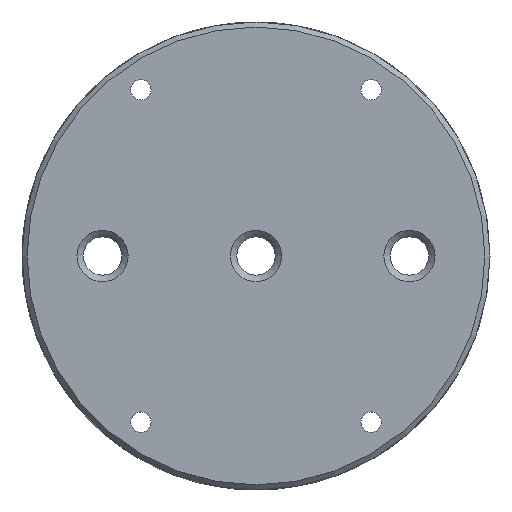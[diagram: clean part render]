
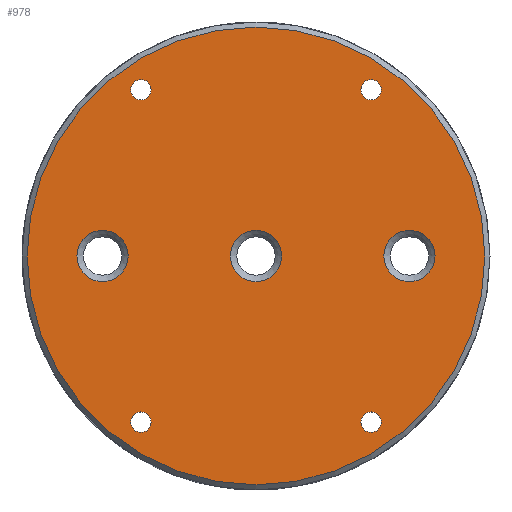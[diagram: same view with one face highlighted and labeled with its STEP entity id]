
A CAD part, top view. The second image highlights one B-rep face of the part: STEP entity #978.
In plain terms, the highlighted planar face has unit normal (0, 0, 1).
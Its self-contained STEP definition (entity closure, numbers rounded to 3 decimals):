
#840=CARTESIAN_POINT('',(-182.,238.,14.25));
#841=DIRECTION('',(0.,0.,1.));
#842=DIRECTION('',(-1.,0.,0.));
#843=AXIS2_PLACEMENT_3D('',#840,#841,#842);
#844=PLANE('',#843);
#845=CARTESIAN_POINT('',(8.2,113.,14.25));
#846=VERTEX_POINT('',#845);
#847=CARTESIAN_POINT('',(9.8,113.,14.25));
#848=VERTEX_POINT('',#847);
#849=CARTESIAN_POINT('',(9.,113.,14.25));
#850=DIRECTION('',(0.,0.,1.));
#851=DIRECTION('',(1.,0.,-0.));
#852=AXIS2_PLACEMENT_3D('',#849,#850,#851);
#853=CIRCLE('',#852,0.8);
#854=EDGE_CURVE('',#846,#848,#853,.T.);
#855=ORIENTED_EDGE('',*,*,#854,.F.);
#856=CARTESIAN_POINT('',(9.,113.,14.25));
#857=DIRECTION('',(0.,0.,1.));
#858=DIRECTION('',(1.,0.,-0.));
#859=AXIS2_PLACEMENT_3D('',#856,#857,#858);
#860=CIRCLE('',#859,0.8);
#861=EDGE_CURVE('',#848,#846,#860,.T.);
#862=ORIENTED_EDGE('',*,*,#861,.F.);
#863=EDGE_LOOP('',(#855,#862));
#864=FACE_BOUND('',#863,.T.);
#865=CARTESIAN_POINT('',(-9.8,113.,14.25));
#866=VERTEX_POINT('',#865);
#867=CARTESIAN_POINT('',(-8.2,113.,14.25));
#868=VERTEX_POINT('',#867);
#869=CARTESIAN_POINT('',(-9.,113.,14.25));
#870=DIRECTION('',(0.,0.,1.));
#871=DIRECTION('',(1.,0.,-0.));
#872=AXIS2_PLACEMENT_3D('',#869,#870,#871);
#873=CIRCLE('',#872,0.8);
#874=EDGE_CURVE('',#866,#868,#873,.T.);
#875=ORIENTED_EDGE('',*,*,#874,.F.);
#876=CARTESIAN_POINT('',(-9.,113.,14.25));
#877=DIRECTION('',(0.,0.,1.));
#878=DIRECTION('',(1.,0.,-0.));
#879=AXIS2_PLACEMENT_3D('',#876,#877,#878);
#880=CIRCLE('',#879,0.8);
#881=EDGE_CURVE('',#868,#866,#880,.T.);
#882=ORIENTED_EDGE('',*,*,#881,.F.);
#883=EDGE_LOOP('',(#875,#882));
#884=FACE_BOUND('',#883,.T.);
#885=CARTESIAN_POINT('',(-9.8,87.,14.25));
#886=VERTEX_POINT('',#885);
#887=CARTESIAN_POINT('',(-8.2,87.,14.25));
#888=VERTEX_POINT('',#887);
#889=CARTESIAN_POINT('',(-9.,87.,14.25));
#890=DIRECTION('',(0.,0.,1.));
#891=DIRECTION('',(1.,0.,-0.));
#892=AXIS2_PLACEMENT_3D('',#889,#890,#891);
#893=CIRCLE('',#892,0.8);
#894=EDGE_CURVE('',#886,#888,#893,.T.);
#895=ORIENTED_EDGE('',*,*,#894,.F.);
#896=CARTESIAN_POINT('',(-9.,87.,14.25));
#897=DIRECTION('',(0.,0.,1.));
#898=DIRECTION('',(1.,0.,-0.));
#899=AXIS2_PLACEMENT_3D('',#896,#897,#898);
#900=CIRCLE('',#899,0.8);
#901=EDGE_CURVE('',#888,#886,#900,.T.);
#902=ORIENTED_EDGE('',*,*,#901,.F.);
#903=EDGE_LOOP('',(#895,#902));
#904=FACE_BOUND('',#903,.T.);
#905=CARTESIAN_POINT('',(8.2,87.,14.25));
#906=VERTEX_POINT('',#905);
#907=CARTESIAN_POINT('',(9.8,87.,14.25));
#908=VERTEX_POINT('',#907);
#909=CARTESIAN_POINT('',(9.,87.,14.25));
#910=DIRECTION('',(0.,0.,1.));
#911=DIRECTION('',(1.,0.,-0.));
#912=AXIS2_PLACEMENT_3D('',#909,#910,#911);
#913=CIRCLE('',#912,0.8);
#914=EDGE_CURVE('',#906,#908,#913,.T.);
#915=ORIENTED_EDGE('',*,*,#914,.F.);
#916=CARTESIAN_POINT('',(9.,87.,14.25));
#917=DIRECTION('',(0.,0.,1.));
#918=DIRECTION('',(1.,0.,-0.));
#919=AXIS2_PLACEMENT_3D('',#916,#917,#918);
#920=CIRCLE('',#919,0.8);
#921=EDGE_CURVE('',#908,#906,#920,.T.);
#922=ORIENTED_EDGE('',*,*,#921,.F.);
#923=EDGE_LOOP('',(#915,#922));
#924=FACE_BOUND('',#923,.T.);
#925=CARTESIAN_POINT('',(14.,100.,14.25));
#926=VERTEX_POINT('',#925);
#927=CARTESIAN_POINT('',(12.,100.,14.25));
#928=DIRECTION('',(-0.,-0.,-1.));
#929=DIRECTION('',(1.,0.,-0.));
#930=AXIS2_PLACEMENT_3D('',#927,#928,#929);
#931=CIRCLE('',#930,2.);
#932=EDGE_CURVE('',#926,#926,#931,.T.);
#933=ORIENTED_EDGE('',*,*,#932,.T.);
#934=EDGE_LOOP('',(#933));
#935=FACE_BOUND('',#934,.T.);
#936=CARTESIAN_POINT('',(2.,100.,14.25));
#937=VERTEX_POINT('',#936);
#938=CARTESIAN_POINT('',(0.,100.,14.25));
#939=DIRECTION('',(-0.,-0.,-1.));
#940=DIRECTION('',(1.,0.,-0.));
#941=AXIS2_PLACEMENT_3D('',#938,#939,#940);
#942=CIRCLE('',#941,2.);
#943=EDGE_CURVE('',#937,#937,#942,.T.);
#944=ORIENTED_EDGE('',*,*,#943,.T.);
#945=EDGE_LOOP('',(#944));
#946=FACE_BOUND('',#945,.T.);
#947=CARTESIAN_POINT('',(-10.,100.,14.25));
#948=VERTEX_POINT('',#947);
#949=CARTESIAN_POINT('',(-12.,100.,14.25));
#950=DIRECTION('',(-0.,-0.,-1.));
#951=DIRECTION('',(1.,0.,-0.));
#952=AXIS2_PLACEMENT_3D('',#949,#950,#951);
#953=CIRCLE('',#952,2.);
#954=EDGE_CURVE('',#948,#948,#953,.T.);
#955=ORIENTED_EDGE('',*,*,#954,.T.);
#956=EDGE_LOOP('',(#955));
#957=FACE_BOUND('',#956,.T.);
#958=CARTESIAN_POINT('',(17.9,100.,14.25));
#959=VERTEX_POINT('',#958);
#960=CARTESIAN_POINT('',(-17.9,100.,14.25));
#961=VERTEX_POINT('',#960);
#962=CARTESIAN_POINT('',(0.,100.,14.25));
#963=DIRECTION('',(0.,0.,1.));
#964=DIRECTION('',(1.,0.,-0.));
#965=AXIS2_PLACEMENT_3D('',#962,#963,#964);
#966=CIRCLE('',#965,17.9);
#967=EDGE_CURVE('',#959,#961,#966,.T.);
#968=ORIENTED_EDGE('',*,*,#967,.T.);
#969=CARTESIAN_POINT('',(0.,100.,14.25));
#970=DIRECTION('',(0.,0.,1.));
#971=DIRECTION('',(1.,0.,-0.));
#972=AXIS2_PLACEMENT_3D('',#969,#970,#971);
#973=CIRCLE('',#972,17.9);
#974=EDGE_CURVE('',#961,#959,#973,.T.);
#975=ORIENTED_EDGE('',*,*,#974,.T.);
#976=EDGE_LOOP('',(#968,#975));
#977=FACE_BOUND('',#976,.T.);
#978=ADVANCED_FACE('',(#864,#884,#904,#924,#935,#946,#957,#977),#844,.T.);
